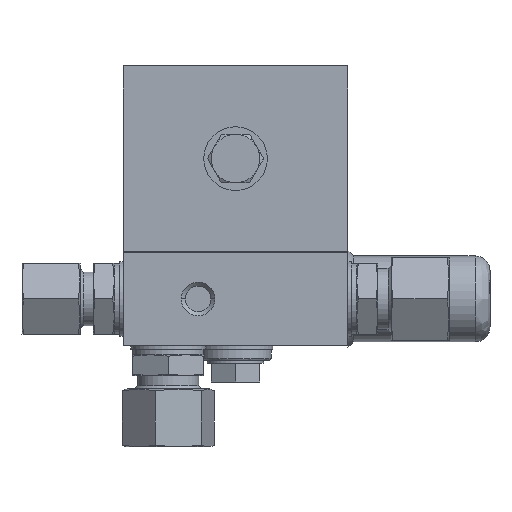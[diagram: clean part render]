
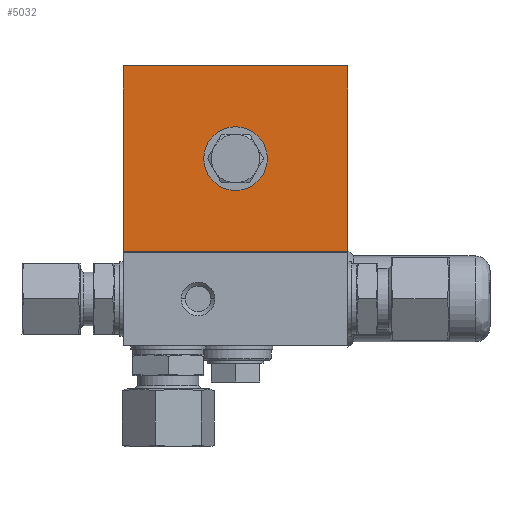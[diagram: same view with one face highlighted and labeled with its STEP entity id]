
A CAD part, front view. The second image highlights one B-rep face of the part: STEP entity #5032.
In plain terms, the highlighted planar face has unit normal (0, -1, 0).
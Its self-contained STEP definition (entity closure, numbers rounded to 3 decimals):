
#369 = CARTESIAN_POINT ( 'NONE',  ( 8.5, -32.74, 25. ) ) ;
#764 = AXIS2_PLACEMENT_3D ( 'NONE', #5047, #14102, #6421 ) ;
#1005 = DIRECTION ( 'NONE',  ( 0., 0., 1. ) ) ;
#1575 = VECTOR ( 'NONE', #1005, 1000. ) ;
#2719 = CARTESIAN_POINT ( 'NONE',  ( -30., -32.74, 0.25 ) ) ;
#3049 = CARTESIAN_POINT ( 'NONE',  ( -30., -32.74, 49.75 ) ) ;
#3188 = VERTEX_POINT ( 'NONE', #9577 ) ;
#3492 = CIRCLE ( 'NONE', #14299, 8.5 ) ;
#3584 = DIRECTION ( 'NONE',  ( 0., -1., 0. ) ) ;
#3672 = VERTEX_POINT ( 'NONE', #7948 ) ;
#3900 = FACE_OUTER_BOUND ( 'NONE', #13142, .T. ) ;
#4123 = LINE ( 'NONE', #2719, #10715 ) ;
#4425 = DIRECTION ( 'NONE',  ( 0., 0., 1. ) ) ;
#4807 = EDGE_CURVE ( 'NONE', #15854, #13253, #3492, .T. ) ;
#5032 = ADVANCED_FACE ( 'NONE', ( #7421, #3900 ), #7035, .F. ) ;
#5047 = CARTESIAN_POINT ( 'NONE',  ( 0., -32.74, 25. ) ) ;
#6421 = DIRECTION ( 'NONE',  ( 1., 0., 0. ) ) ;
#6780 = VERTEX_POINT ( 'NONE', #15790 ) ;
#7035 = PLANE ( 'NONE',  #14196 ) ;
#7421 = FACE_BOUND ( 'NONE', #16173, .T. ) ;
#7742 = CARTESIAN_POINT ( 'NONE',  ( 30., -32.74, 0.25 ) ) ;
#7889 = ORIENTED_EDGE ( 'NONE', *, *, #4807, .F. ) ;
#7948 = CARTESIAN_POINT ( 'NONE',  ( 30., -32.74, 0.25 ) ) ;
#7968 = CARTESIAN_POINT ( 'NONE',  ( -30., -32.74, 49.75 ) ) ;
#8084 = ORIENTED_EDGE ( 'NONE', *, *, #16240, .F. ) ;
#8505 = CARTESIAN_POINT ( 'NONE',  ( -30., -32.74, 49.75 ) ) ;
#8550 = DIRECTION ( 'NONE',  ( 1., 0., 0. ) ) ;
#9449 = ORIENTED_EDGE ( 'NONE', *, *, #16982, .T. ) ;
#9577 = CARTESIAN_POINT ( 'NONE',  ( 30., -32.74, 49.75 ) ) ;
#10074 = ORIENTED_EDGE ( 'NONE', *, *, #15625, .T. ) ;
#10087 = VECTOR ( 'NONE', #8550, 1000. ) ;
#10430 = EDGE_CURVE ( 'NONE', #3188, #12663, #11994, .T. ) ;
#10499 = LINE ( 'NONE', #13698, #10087 ) ;
#10715 = VECTOR ( 'NONE', #11924, 1000. ) ;
#10807 = CARTESIAN_POINT ( 'NONE',  ( -8.5, -32.74, 25. ) ) ;
#11259 = ORIENTED_EDGE ( 'NONE', *, *, #10430, .T. ) ;
#11458 = CARTESIAN_POINT ( 'NONE',  ( 0., -32.74, 25. ) ) ;
#11924 = DIRECTION ( 'NONE',  ( 0., 0., -1. ) ) ;
#11994 = LINE ( 'NONE', #7968, #14982 ) ;
#12123 = LINE ( 'NONE', #7742, #1575 ) ;
#12212 = DIRECTION ( 'NONE',  ( 0., 1., 0. ) ) ;
#12663 = VERTEX_POINT ( 'NONE', #8505 ) ;
#12687 = CIRCLE ( 'NONE', #764, 8.5 ) ;
#12730 = DIRECTION ( 'NONE',  ( 1., 0., 0. ) ) ;
#13113 = EDGE_CURVE ( 'NONE', #12663, #6780, #4123, .T. ) ;
#13142 = EDGE_LOOP ( 'NONE', ( #9449, #10074, #11259, #13428 ) ) ;
#13253 = VERTEX_POINT ( 'NONE', #369 ) ;
#13428 = ORIENTED_EDGE ( 'NONE', *, *, #13113, .T. ) ;
#13698 = CARTESIAN_POINT ( 'NONE',  ( -30., -32.74, 0.25 ) ) ;
#14102 = DIRECTION ( 'NONE',  ( 0., -1., 0. ) ) ;
#14196 = AXIS2_PLACEMENT_3D ( 'NONE', #3049, #12212, #4425 ) ;
#14299 = AXIS2_PLACEMENT_3D ( 'NONE', #11458, #3584, #12730 ) ;
#14982 = VECTOR ( 'NONE', #16990, 1000. ) ;
#15625 = EDGE_CURVE ( 'NONE', #3672, #3188, #12123, .T. ) ;
#15790 = CARTESIAN_POINT ( 'NONE',  ( -30., -32.74, 0.25 ) ) ;
#15854 = VERTEX_POINT ( 'NONE', #10807 ) ;
#16173 = EDGE_LOOP ( 'NONE', ( #8084, #7889 ) ) ;
#16240 = EDGE_CURVE ( 'NONE', #13253, #15854, #12687, .T. ) ;
#16982 = EDGE_CURVE ( 'NONE', #6780, #3672, #10499, .T. ) ;
#16990 = DIRECTION ( 'NONE',  ( -1., 0., 0. ) ) ;
